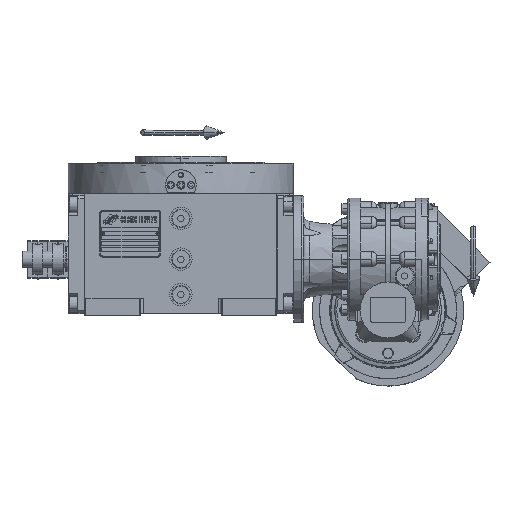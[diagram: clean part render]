
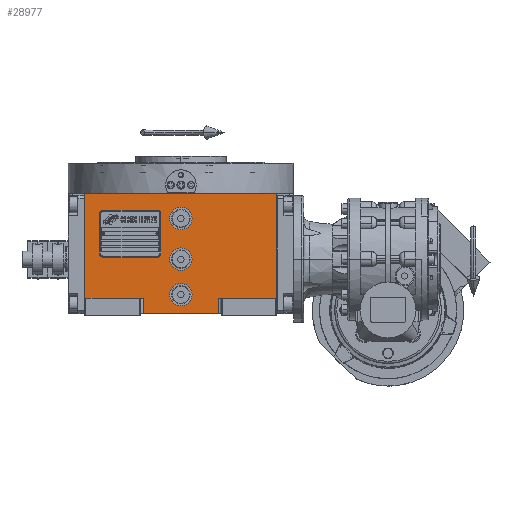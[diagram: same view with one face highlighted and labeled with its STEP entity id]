
A CAD part, top view. The second image highlights one B-rep face of the part: STEP entity #28977.
In plain terms, the highlighted planar face has unit normal (0, 0, 1).
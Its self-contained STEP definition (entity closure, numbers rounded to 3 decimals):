
#859 = ORIENTED_EDGE ( 'NONE', *, *, #72830, .F. ) ;
#2660 = DIRECTION ( 'NONE',  ( 0., -1., 0. ) ) ;
#4777 = LINE ( 'NONE', #57065, #136274 ) ;
#5128 = DIRECTION ( 'NONE',  ( 1., 0., 0. ) ) ;
#7489 = DIRECTION ( 'NONE',  ( 1., 0., 0. ) ) ;
#8541 = CARTESIAN_POINT ( 'NONE',  ( 11., 40., 163.5 ) ) ;
#8781 = DIRECTION ( 'NONE',  ( 1., 0., 0. ) ) ;
#9630 = DIRECTION ( 'NONE',  ( 1., 0., 0. ) ) ;
#10870 = CARTESIAN_POINT ( 'NONE',  ( 0., 0., 163.5 ) ) ;
#11418 = CARTESIAN_POINT ( 'NONE',  ( -94.5, -38.5, 163.5 ) ) ;
#18789 = LINE ( 'NONE', #130940, #31506 ) ;
#20528 = FACE_BOUND ( 'NONE', #116396, .T. ) ;
#21966 = VERTEX_POINT ( 'NONE', #106790 ) ;
#22796 = CARTESIAN_POINT ( 'NONE',  ( 0., -35., 163.5 ) ) ;
#23758 = LINE ( 'NONE', #37137, #28238 ) ;
#26620 = VERTEX_POINT ( 'NONE', #53325 ) ;
#27017 = CARTESIAN_POINT ( 'NONE',  ( 94.5, -38.5, 163.5 ) ) ;
#28238 = VECTOR ( 'NONE', #66838, 1000. ) ;
#28452 = CIRCLE ( 'NONE', #66903, 11. ) ;
#28479 = EDGE_CURVE ( 'NONE', #21966, #104427, #75324, .T. ) ;
#28632 = VERTEX_POINT ( 'NONE', #76647 ) ;
#28977 = ADVANCED_FACE ( 'NONE', ( #70244, #20528, #74908, #118035 ), #102708, .T. ) ;
#30395 = CARTESIAN_POINT ( 'NONE',  ( -94.5, -53.5, 163.5 ) ) ;
#31506 = VECTOR ( 'NONE', #7489, 1000. ) ;
#34350 = DIRECTION ( 'NONE',  ( 0., 0., 1. ) ) ;
#34929 = LINE ( 'NONE', #54027, #126108 ) ;
#35206 = ORIENTED_EDGE ( 'NONE', *, *, #99887, .T. ) ;
#37137 = CARTESIAN_POINT ( 'NONE',  ( -37., -53.5, 163.5 ) ) ;
#37415 = EDGE_CURVE ( 'NONE', #67083, #118236, #18789, .T. ) ;
#38419 = DIRECTION ( 'NONE',  ( 0., 0., 1. ) ) ;
#39516 = ORIENTED_EDGE ( 'NONE', *, *, #117492, .T. ) ;
#40415 = AXIS2_PLACEMENT_3D ( 'NONE', #22796, #117486, #129489 ) ;
#40885 = VERTEX_POINT ( 'NONE', #70880 ) ;
#41160 = DIRECTION ( 'NONE',  ( 1., 0., 0. ) ) ;
#41552 = VECTOR ( 'NONE', #5128, 1000. ) ;
#53083 = LINE ( 'NONE', #11418, #138901 ) ;
#53325 = CARTESIAN_POINT ( 'NONE',  ( 37., -53.5, 163.5 ) ) ;
#53718 = EDGE_LOOP ( 'NONE', ( #77012, #130952 ) ) ;
#54027 = CARTESIAN_POINT ( 'NONE',  ( 37., -38.5, 163.5 ) ) ;
#57065 = CARTESIAN_POINT ( 'NONE',  ( 37., -38.5, 163.5 ) ) ;
#57196 = ORIENTED_EDGE ( 'NONE', *, *, #77571, .F. ) ;
#57600 = CIRCLE ( 'NONE', #59820, 11. ) ;
#57720 = VECTOR ( 'NONE', #59506, 1000. ) ;
#58140 = LINE ( 'NONE', #101226, #41552 ) ;
#58536 = CIRCLE ( 'NONE', #40415, 11. ) ;
#59506 = DIRECTION ( 'NONE',  ( 0., 1., 0. ) ) ;
#59820 = AXIS2_PLACEMENT_3D ( 'NONE', #131178, #34350, #9630 ) ;
#63043 = VECTOR ( 'NONE', #41160, 1000. ) ;
#63658 = CARTESIAN_POINT ( 'NONE',  ( 11., 0., 163.5 ) ) ;
#64040 = AXIS2_PLACEMENT_3D ( 'NONE', #104953, #71775, #114185 ) ;
#65964 = VERTEX_POINT ( 'NONE', #99202 ) ;
#66838 = DIRECTION ( 'NONE',  ( 0., 1., 0. ) ) ;
#66903 = AXIS2_PLACEMENT_3D ( 'NONE', #10870, #118998, #8781 ) ;
#67083 = VERTEX_POINT ( 'NONE', #96409 ) ;
#67262 = AXIS2_PLACEMENT_3D ( 'NONE', #94998, #105613, #72431 ) ;
#68729 = ORIENTED_EDGE ( 'NONE', *, *, #119684, .T. ) ;
#69740 = VERTEX_POINT ( 'NONE', #120391 ) ;
#70244 = FACE_BOUND ( 'NONE', #93412, .T. ) ;
#70880 = CARTESIAN_POINT ( 'NONE',  ( -37., -38.5, 163.5 ) ) ;
#71775 = DIRECTION ( 'NONE',  ( 0., 0., 1. ) ) ;
#72431 = DIRECTION ( 'NONE',  ( -1., 0., 0. ) ) ;
#72830 = EDGE_CURVE ( 'NONE', #132171, #26620, #4777, .T. ) ;
#74908 = FACE_BOUND ( 'NONE', #53718, .T. ) ;
#75324 = CIRCLE ( 'NONE', #64040, 11. ) ;
#75778 = VERTEX_POINT ( 'NONE', #105224 ) ;
#76647 = CARTESIAN_POINT ( 'NONE',  ( 94.5, -38.5, 163.5 ) ) ;
#76859 = DIRECTION ( 'NONE',  ( -1., 0., 0. ) ) ;
#76939 = ORIENTED_EDGE ( 'NONE', *, *, #137118, .F. ) ;
#77012 = ORIENTED_EDGE ( 'NONE', *, *, #83472, .F. ) ;
#77571 = EDGE_CURVE ( 'NONE', #80142, #65964, #121448, .T. ) ;
#80142 = VERTEX_POINT ( 'NONE', #87954 ) ;
#80328 = ORIENTED_EDGE ( 'NONE', *, *, #80849, .F. ) ;
#80849 = EDGE_CURVE ( 'NONE', #87646, #130613, #106516, .T. ) ;
#83472 = EDGE_CURVE ( 'NONE', #104427, #21966, #57600, .T. ) ;
#83546 = ORIENTED_EDGE ( 'NONE', *, *, #37415, .F. ) ;
#83667 = EDGE_CURVE ( 'NONE', #69740, #40885, #23758, .T. ) ;
#83997 = AXIS2_PLACEMENT_3D ( 'NONE', #88145, #131288, #76859 ) ;
#84345 = EDGE_CURVE ( 'NONE', #75778, #67083, #53083, .T. ) ;
#84364 = EDGE_LOOP ( 'NONE', ( #39516, #859, #113255, #68729, #83546, #109238, #35206, #108597 ) ) ;
#84885 = DIRECTION ( 'NONE',  ( 0., 1., 0. ) ) ;
#87646 = VERTEX_POINT ( 'NONE', #121352 ) ;
#87954 = CARTESIAN_POINT ( 'NONE',  ( -11., -35., 163.5 ) ) ;
#88145 = CARTESIAN_POINT ( 'NONE',  ( 0., 0., 163.5 ) ) ;
#89914 = LINE ( 'NONE', #27017, #57720 ) ;
#93412 = EDGE_LOOP ( 'NONE', ( #106893, #80328 ) ) ;
#94998 = CARTESIAN_POINT ( 'NONE',  ( 0., -35., 163.5 ) ) ;
#96409 = CARTESIAN_POINT ( 'NONE',  ( -94.5, 64.5, 163.5 ) ) ;
#97116 = DIRECTION ( 'NONE',  ( 1., 0., 0. ) ) ;
#99202 = CARTESIAN_POINT ( 'NONE',  ( 11., -35., 163.5 ) ) ;
#99887 = EDGE_CURVE ( 'NONE', #75778, #40885, #58140, .T. ) ;
#101226 = CARTESIAN_POINT ( 'NONE',  ( -94.5, -38.5, 163.5 ) ) ;
#102708 = PLANE ( 'NONE',  #138591 ) ;
#104427 = VERTEX_POINT ( 'NONE', #8541 ) ;
#104812 = LINE ( 'NONE', #105511, #63043 ) ;
#104953 = CARTESIAN_POINT ( 'NONE',  ( 0., 40., 163.5 ) ) ;
#105224 = CARTESIAN_POINT ( 'NONE',  ( -94.5, -38.5, 163.5 ) ) ;
#105511 = CARTESIAN_POINT ( 'NONE',  ( -37., -53.5, 163.5 ) ) ;
#105613 = DIRECTION ( 'NONE',  ( 0., 0., 1. ) ) ;
#106516 = CIRCLE ( 'NONE', #83997, 11. ) ;
#106790 = CARTESIAN_POINT ( 'NONE',  ( -11., 40., 163.5 ) ) ;
#106893 = ORIENTED_EDGE ( 'NONE', *, *, #133683, .F. ) ;
#108597 = ORIENTED_EDGE ( 'NONE', *, *, #83667, .F. ) ;
#109238 = ORIENTED_EDGE ( 'NONE', *, *, #84345, .F. ) ;
#113255 = ORIENTED_EDGE ( 'NONE', *, *, #136786, .T. ) ;
#114185 = DIRECTION ( 'NONE',  ( -1., 0., 0. ) ) ;
#116396 = EDGE_LOOP ( 'NONE', ( #76939, #57196 ) ) ;
#117486 = DIRECTION ( 'NONE',  ( 0., 0., 1. ) ) ;
#117492 = EDGE_CURVE ( 'NONE', #69740, #26620, #104812, .T. ) ;
#118035 = FACE_OUTER_BOUND ( 'NONE', #84364, .T. ) ;
#118236 = VERTEX_POINT ( 'NONE', #125037 ) ;
#118998 = DIRECTION ( 'NONE',  ( 0., 0., 1. ) ) ;
#119684 = EDGE_CURVE ( 'NONE', #28632, #118236, #89914, .T. ) ;
#120391 = CARTESIAN_POINT ( 'NONE',  ( -37., -53.5, 163.5 ) ) ;
#121352 = CARTESIAN_POINT ( 'NONE',  ( -11., 0., 163.5 ) ) ;
#121448 = CIRCLE ( 'NONE', #67262, 11. ) ;
#125037 = CARTESIAN_POINT ( 'NONE',  ( 94.5, 64.5, 163.5 ) ) ;
#126108 = VECTOR ( 'NONE', #97116, 1000. ) ;
#127920 = DIRECTION ( 'NONE',  ( 1., 0., 0. ) ) ;
#129489 = DIRECTION ( 'NONE',  ( 1., 0., 0. ) ) ;
#130613 = VERTEX_POINT ( 'NONE', #63658 ) ;
#130940 = CARTESIAN_POINT ( 'NONE',  ( -94.5, 64.5, 163.5 ) ) ;
#130952 = ORIENTED_EDGE ( 'NONE', *, *, #28479, .F. ) ;
#131178 = CARTESIAN_POINT ( 'NONE',  ( 0., 40., 163.5 ) ) ;
#131288 = DIRECTION ( 'NONE',  ( 0., 0., 1. ) ) ;
#132171 = VERTEX_POINT ( 'NONE', #138374 ) ;
#133683 = EDGE_CURVE ( 'NONE', #130613, #87646, #28452, .T. ) ;
#136274 = VECTOR ( 'NONE', #2660, 1000. ) ;
#136786 = EDGE_CURVE ( 'NONE', #132171, #28632, #34929, .T. ) ;
#137118 = EDGE_CURVE ( 'NONE', #65964, #80142, #58536, .T. ) ;
#138374 = CARTESIAN_POINT ( 'NONE',  ( 37., -38.5, 163.5 ) ) ;
#138591 = AXIS2_PLACEMENT_3D ( 'NONE', #30395, #38419, #127920 ) ;
#138901 = VECTOR ( 'NONE', #84885, 1000. ) ;
